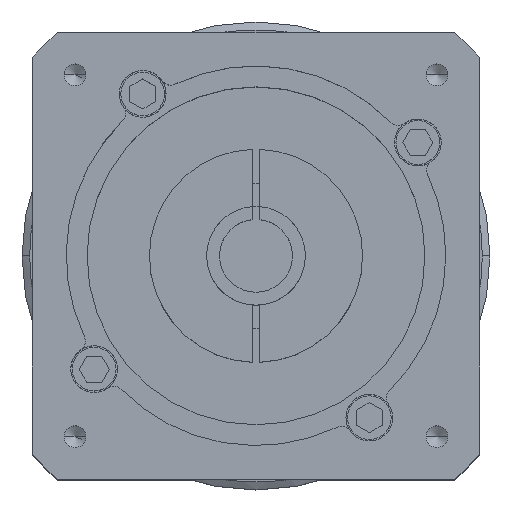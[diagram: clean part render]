
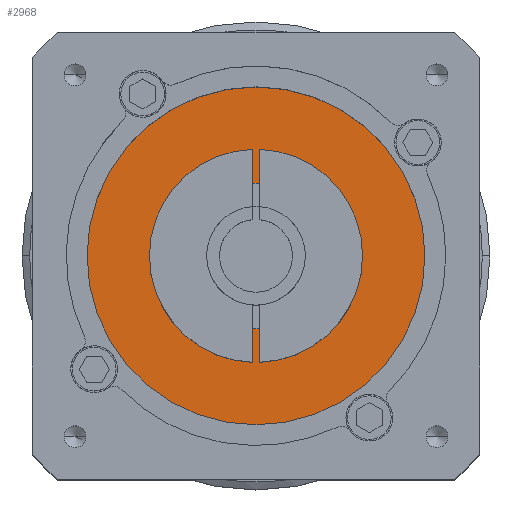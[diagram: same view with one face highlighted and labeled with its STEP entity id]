
A CAD part, top view. The second image highlights one B-rep face of the part: STEP entity #2968.
In plain terms, the highlighted planar face has unit normal (0, 0, 1).
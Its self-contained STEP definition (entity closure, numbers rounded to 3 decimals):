
#241 = CARTESIAN_POINT ( 'NONE',  ( 0., 0., 83.5 ) ) ;
#267 = VERTEX_POINT ( 'NONE', #5578 ) ;
#661 = DIRECTION ( 'NONE',  ( 0., 0., 1. ) ) ;
#729 = AXIS2_PLACEMENT_3D ( 'NONE', #5658, #2323, #1757 ) ;
#804 = DIRECTION ( 'NONE',  ( 1., 0., 0. ) ) ;
#1300 = CIRCLE ( 'NONE', #4187, 14. ) ;
#1330 = ORIENTED_EDGE ( 'NONE', *, *, #5879, .F. ) ;
#1353 = EDGE_CURVE ( 'NONE', #5749, #4806, #6485, .T. ) ;
#1514 = EDGE_LOOP ( 'NONE', ( #4624, #5545 ) ) ;
#1572 = CARTESIAN_POINT ( 'NONE',  ( 0., 0., 83.5 ) ) ;
#1757 = DIRECTION ( 'NONE',  ( 1., 0., 0. ) ) ;
#1990 = FACE_OUTER_BOUND ( 'NONE', #1514, .T. ) ;
#2098 = ORIENTED_EDGE ( 'NONE', *, *, #3784, .F. ) ;
#2138 = DIRECTION ( 'NONE',  ( 1., 0., 0. ) ) ;
#2323 = DIRECTION ( 'NONE',  ( 0., 0., 1. ) ) ;
#2407 = CIRCLE ( 'NONE', #3842, 14. ) ;
#2458 = CARTESIAN_POINT ( 'NONE',  ( 32.5, 0., 83.5 ) ) ;
#2968 = ADVANCED_FACE ( 'NONE', ( #1990, #6343 ), #6998, .T. ) ;
#3278 = CARTESIAN_POINT ( 'NONE',  ( 14., 0., 83.5 ) ) ;
#3784 = EDGE_CURVE ( 'NONE', #267, #5430, #2407, .T. ) ;
#3842 = AXIS2_PLACEMENT_3D ( 'NONE', #3993, #661, #4554 ) ;
#3857 = AXIS2_PLACEMENT_3D ( 'NONE', #241, #4138, #804 ) ;
#3993 = CARTESIAN_POINT ( 'NONE',  ( 0., 0., 83.5 ) ) ;
#4138 = DIRECTION ( 'NONE',  ( 0., 0., 1. ) ) ;
#4187 = AXIS2_PLACEMENT_3D ( 'NONE', #1572, #5388, #2138 ) ;
#4342 = AXIS2_PLACEMENT_3D ( 'NONE', #7024, #6973, #6947 ) ;
#4554 = DIRECTION ( 'NONE',  ( 1., 0., 0. ) ) ;
#4624 = ORIENTED_EDGE ( 'NONE', *, *, #1353, .T. ) ;
#4806 = VERTEX_POINT ( 'NONE', #6970 ) ;
#5274 = EDGE_CURVE ( 'NONE', #4806, #5749, #5912, .T. ) ;
#5388 = DIRECTION ( 'NONE',  ( 0., 0., 1. ) ) ;
#5430 = VERTEX_POINT ( 'NONE', #3278 ) ;
#5545 = ORIENTED_EDGE ( 'NONE', *, *, #5274, .T. ) ;
#5578 = CARTESIAN_POINT ( 'NONE',  ( -14., 0., 83.5 ) ) ;
#5617 = EDGE_LOOP ( 'NONE', ( #2098, #1330 ) ) ;
#5658 = CARTESIAN_POINT ( 'NONE',  ( 0., 0., 83.5 ) ) ;
#5749 = VERTEX_POINT ( 'NONE', #2458 ) ;
#5879 = EDGE_CURVE ( 'NONE', #5430, #267, #1300, .T. ) ;
#5912 = CIRCLE ( 'NONE', #3857, 32.5 ) ;
#6343 = FACE_BOUND ( 'NONE', #5617, .T. ) ;
#6485 = CIRCLE ( 'NONE', #729, 32.5 ) ;
#6947 = DIRECTION ( 'NONE',  ( 1., 0., 0. ) ) ;
#6970 = CARTESIAN_POINT ( 'NONE',  ( -32.5, 0., 83.5 ) ) ;
#6973 = DIRECTION ( 'NONE',  ( 0., 0., 1. ) ) ;
#6998 = PLANE ( 'NONE',  #4342 ) ;
#7024 = CARTESIAN_POINT ( 'NONE',  ( 0., 0., 83.5 ) ) ;
